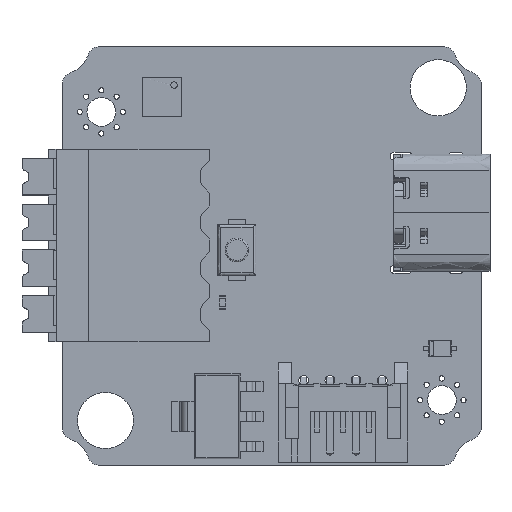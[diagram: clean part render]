
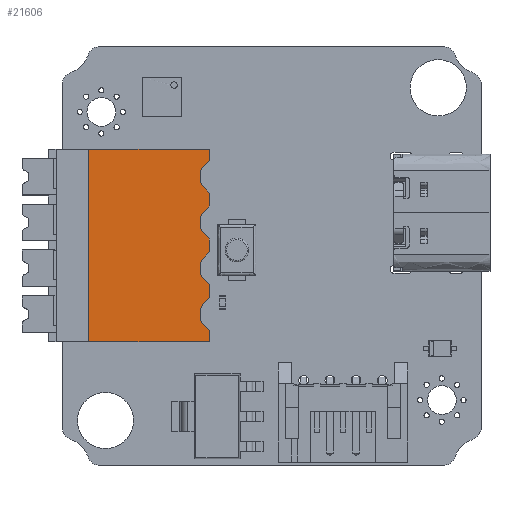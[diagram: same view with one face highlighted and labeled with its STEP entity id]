
A CAD part, top view. The second image highlights one B-rep face of the part: STEP entity #21606.
In plain terms, the highlighted free-form (B-spline) face has degree [1, 1] with [2, 2] control points.
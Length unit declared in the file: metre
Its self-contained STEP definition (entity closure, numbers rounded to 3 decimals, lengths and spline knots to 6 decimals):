
#1336=ORIENTED_EDGE('',*,*,#7669,.F.);
#1337=ORIENTED_EDGE('',*,*,#7670,.F.);
#1338=ORIENTED_EDGE('',*,*,#7671,.F.);
#1339=ORIENTED_EDGE('',*,*,#7672,.F.);
#1340=ORIENTED_EDGE('',*,*,#7673,.F.);
#1341=ORIENTED_EDGE('',*,*,#7655,.F.);
#1342=ORIENTED_EDGE('',*,*,#7674,.T.);
#1343=ORIENTED_EDGE('',*,*,#7675,.T.);
#1344=ORIENTED_EDGE('',*,*,#7676,.F.);
#1345=ORIENTED_EDGE('',*,*,#7677,.F.);
#1346=ORIENTED_EDGE('',*,*,#7678,.F.);
#1347=ORIENTED_EDGE('',*,*,#7679,.F.);
#1348=ORIENTED_EDGE('',*,*,#7680,.F.);
#1349=ORIENTED_EDGE('',*,*,#7681,.F.);
#1350=ORIENTED_EDGE('',*,*,#7682,.F.);
#1351=ORIENTED_EDGE('',*,*,#7683,.F.);
#1352=ORIENTED_EDGE('',*,*,#7684,.F.);
#1353=ORIENTED_EDGE('',*,*,#7685,.F.);
#1354=ORIENTED_EDGE('',*,*,#7686,.F.);
#1355=ORIENTED_EDGE('',*,*,#7687,.F.);
#7655=EDGE_CURVE('',#10849,#10850,#12980,.T.);
#7669=EDGE_CURVE('',#10863,#10864,#12994,.T.);
#7670=EDGE_CURVE('',#10865,#10863,#12995,.T.);
#7671=EDGE_CURVE('',#10866,#10865,#12996,.T.);
#7672=EDGE_CURVE('',#10867,#10866,#12997,.T.);
#7673=EDGE_CURVE('',#10850,#10867,#12998,.T.);
#7674=EDGE_CURVE('',#10849,#10868,#12999,.T.);
#7675=EDGE_CURVE('',#10868,#10869,#13000,.T.);
#7676=EDGE_CURVE('',#10870,#10869,#13001,.T.);
#7677=EDGE_CURVE('',#10871,#10870,#13002,.T.);
#7678=EDGE_CURVE('',#10872,#10871,#13003,.T.);
#7679=EDGE_CURVE('',#10873,#10872,#13004,.T.);
#7680=EDGE_CURVE('',#10874,#10873,#13005,.T.);
#7681=EDGE_CURVE('',#10875,#10874,#13006,.T.);
#7682=EDGE_CURVE('',#10876,#10875,#13007,.T.);
#7683=EDGE_CURVE('',#10877,#10876,#13008,.T.);
#7684=EDGE_CURVE('',#10878,#10877,#13009,.T.);
#7685=EDGE_CURVE('',#10879,#10878,#13010,.T.);
#7686=EDGE_CURVE('',#10880,#10879,#13011,.T.);
#7687=EDGE_CURVE('',#10864,#10880,#13012,.T.);
#10849=VERTEX_POINT('',#28574);
#10850=VERTEX_POINT('',#28575);
#10863=VERTEX_POINT('',#28606);
#10864=VERTEX_POINT('',#28607);
#10865=VERTEX_POINT('',#28609);
#10866=VERTEX_POINT('',#28611);
#10867=VERTEX_POINT('',#28613);
#10868=VERTEX_POINT('',#28616);
#10869=VERTEX_POINT('',#28618);
#10870=VERTEX_POINT('',#28620);
#10871=VERTEX_POINT('',#28622);
#10872=VERTEX_POINT('',#28624);
#10873=VERTEX_POINT('',#28626);
#10874=VERTEX_POINT('',#28628);
#10875=VERTEX_POINT('',#28630);
#10876=VERTEX_POINT('',#28632);
#10877=VERTEX_POINT('',#28634);
#10878=VERTEX_POINT('',#28636);
#10879=VERTEX_POINT('',#28638);
#10880=VERTEX_POINT('',#28640);
#12980=LINE('',#28573,#15579);
#12994=LINE('',#28605,#15593);
#12995=LINE('',#28608,#15594);
#12996=LINE('',#28610,#15595);
#12997=LINE('',#28612,#15596);
#12998=LINE('',#28614,#15597);
#12999=LINE('',#28615,#15598);
#13000=LINE('',#28617,#15599);
#13001=LINE('',#28619,#15600);
#13002=LINE('',#28621,#15601);
#13003=LINE('',#28623,#15602);
#13004=LINE('',#28625,#15603);
#13005=LINE('',#28627,#15604);
#13006=LINE('',#28629,#15605);
#13007=LINE('',#28631,#15606);
#13008=LINE('',#28633,#15607);
#13009=LINE('',#28635,#15608);
#13010=LINE('',#28637,#15609);
#13011=LINE('',#28639,#15610);
#13012=LINE('',#28641,#15611);
#15579=VECTOR('',#24256,1.);
#15593=VECTOR('',#24270,1.);
#15594=VECTOR('',#24271,1.);
#15595=VECTOR('',#24272,1.);
#15596=VECTOR('',#24273,1.);
#15597=VECTOR('',#24274,1.);
#15598=VECTOR('',#24275,1.);
#15599=VECTOR('',#24276,1.);
#15600=VECTOR('',#24277,1.);
#15601=VECTOR('',#24278,1.);
#15602=VECTOR('',#24279,1.);
#15603=VECTOR('',#24280,1.);
#15604=VECTOR('',#24281,1.);
#15605=VECTOR('',#24282,1.);
#15606=VECTOR('',#24283,1.);
#15607=VECTOR('',#24284,1.);
#15608=VECTOR('',#24285,1.);
#15609=VECTOR('',#24286,1.);
#15610=VECTOR('',#24287,1.);
#15611=VECTOR('',#24288,1.);
#18127=EDGE_LOOP('',(#1336,#1337,#1338,#1339,#1340,#1341,#1342,#1343,#1344,
#1345,#1346,#1347,#1348,#1349,#1350,#1351,#1352,#1353,#1354,#1355));
#19416=FACE_BOUND('',#18127,.T.);
#20695=B_SPLINE_SURFACE_WITH_KNOTS('',1,1,((#28601,#28602),(#28603,#28604)),
 .PLANE_SURF.,.F.,.F.,.F.,(2,2),(2,2),(0.,1.),(0.,1.),.UNSPECIFIED.);
#21606=ADVANCED_FACE('',(#19416),#20695,.F.);
#24256=DIRECTION('',(1.,0.,0.));
#24270=DIRECTION('',(0.,-1.,0.));
#24271=DIRECTION('',(0.659,-0.753,0.));
#24272=DIRECTION('',(0.,-1.,0.));
#24273=DIRECTION('',(-0.659,-0.753,0.));
#24274=DIRECTION('',(0.,-1.,0.));
#24275=DIRECTION('',(0.,-1.,0.));
#24276=DIRECTION('',(1.,0.,0.));
#24277=DIRECTION('',(0.,-1.,0.));
#24278=DIRECTION('',(0.659,-0.753,0.));
#24279=DIRECTION('',(0.,-1.,0.));
#24280=DIRECTION('',(-0.659,-0.753,0.));
#24281=DIRECTION('',(0.,-1.,0.));
#24282=DIRECTION('',(0.659,-0.753,0.));
#24283=DIRECTION('',(0.,-1.,0.));
#24284=DIRECTION('',(-0.659,-0.753,0.));
#24285=DIRECTION('',(0.,-1.,0.));
#24286=DIRECTION('',(0.659,-0.753,0.));
#24287=DIRECTION('',(0.,-1.,0.));
#24288=DIRECTION('',(-0.659,-0.753,0.));
#28573=CARTESIAN_POINT('',(-0.009357,0.008147,0.0094));
#28574=CARTESIAN_POINT('',(-0.013957,0.008147,0.0094));
#28575=CARTESIAN_POINT('',(-0.004757,0.008147,0.0094));
#28601=CARTESIAN_POINT('',(-0.013957,0.008147,0.0094));
#28602=CARTESIAN_POINT('',(-0.013957,-0.006553,0.0094));
#28603=CARTESIAN_POINT('',(-0.004757,0.008147,0.0094));
#28604=CARTESIAN_POINT('',(-0.004757,-0.006553,0.0094));
#28605=CARTESIAN_POINT('',(-0.004757,0.004542,0.0094));
#28606=CARTESIAN_POINT('',(-0.004757,0.004787,0.0094));
#28607=CARTESIAN_POINT('',(-0.004757,0.003804,0.0094));
#28608=CARTESIAN_POINT('',(-0.005107,0.005187,0.0094));
#28609=CARTESIAN_POINT('',(-0.005457,0.005587,0.0094));
#28610=CARTESIAN_POINT('',(-0.005457,0.010004,0.0094));
#28611=CARTESIAN_POINT('',(-0.005457,0.006504,0.0094));
#28612=CARTESIAN_POINT('',(-0.005107,0.006904,0.0094));
#28613=CARTESIAN_POINT('',(-0.004757,0.007304,0.0094));
#28614=CARTESIAN_POINT('',(-0.004757,0.007725,0.0094));
#28615=CARTESIAN_POINT('',(-0.013957,0.000797,0.0094));
#28616=CARTESIAN_POINT('',(-0.013957,-0.006553,0.0094));
#28617=CARTESIAN_POINT('',(-0.009357,-0.006553,0.0094));
#28618=CARTESIAN_POINT('',(-0.004757,-0.006553,0.0094));
#28619=CARTESIAN_POINT('',(-0.004757,-0.006133,0.0094));
#28620=CARTESIAN_POINT('',(-0.004757,-0.005713,0.0094));
#28621=CARTESIAN_POINT('',(-0.005107,-0.005313,0.0094));
#28622=CARTESIAN_POINT('',(-0.005457,-0.004913,0.0094));
#28623=CARTESIAN_POINT('',(-0.005457,-0.004454,0.0094));
#28624=CARTESIAN_POINT('',(-0.005457,-0.003996,0.0094));
#28625=CARTESIAN_POINT('',(-0.005107,-0.003596,0.0094));
#28626=CARTESIAN_POINT('',(-0.004757,-0.003196,0.0094));
#28627=CARTESIAN_POINT('',(-0.004757,-0.00295,0.0094));
#28628=CARTESIAN_POINT('',(-0.004757,-0.002213,0.0094));
#28629=CARTESIAN_POINT('',(-0.005107,-0.001813,0.0094));
#28630=CARTESIAN_POINT('',(-0.005457,-0.001413,0.0094));
#28631=CARTESIAN_POINT('',(-0.005457,0.010004,0.0094));
#28632=CARTESIAN_POINT('',(-0.005457,-0.000496,0.0094));
#28633=CARTESIAN_POINT('',(-0.005107,-0.000096,0.0094));
#28634=CARTESIAN_POINT('',(-0.004757,0.000304,0.0094));
#28635=CARTESIAN_POINT('',(-0.004757,0.00055,0.0094));
#28636=CARTESIAN_POINT('',(-0.004757,0.001287,0.0094));
#28637=CARTESIAN_POINT('',(-0.005107,0.001687,0.0094));
#28638=CARTESIAN_POINT('',(-0.005457,0.002087,0.0094));
#28639=CARTESIAN_POINT('',(-0.005457,0.010004,0.0094));
#28640=CARTESIAN_POINT('',(-0.005457,0.003004,0.0094));
#28641=CARTESIAN_POINT('',(-0.005107,0.003404,0.0094));
